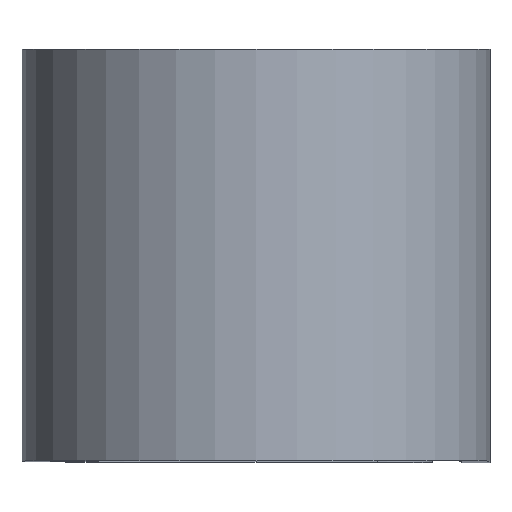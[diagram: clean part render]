
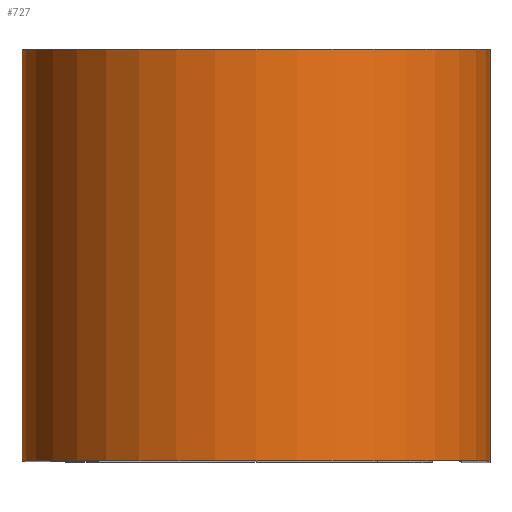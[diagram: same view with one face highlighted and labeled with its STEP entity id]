
A CAD part, top view. The second image highlights one B-rep face of the part: STEP entity #727.
In plain terms, the highlighted cylindrical face has radius 12.636 mm (diameter 25.273 mm), a partial arc.
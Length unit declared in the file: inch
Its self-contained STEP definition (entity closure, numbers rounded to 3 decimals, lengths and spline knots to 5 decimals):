
#92 = FACE_OUTER_BOUND ( 'NONE', #201, .T. ) ;
#103 = ORIENTED_EDGE ( 'NONE', *, *, #597, .T. ) ;
#146 = ORIENTED_EDGE ( 'NONE', *, *, #458, .F. ) ;
#157 = VERTEX_POINT ( 'NONE', #271 ) ;
#183 = DIRECTION ( 'NONE',  ( 0., -1., 0. ) ) ;
#186 = VERTEX_POINT ( 'NONE', #492 ) ;
#201 = EDGE_LOOP ( 'NONE', ( #103, #146, #867, #736 ) ) ;
#222 = VECTOR ( 'NONE', #786, 39.37008 ) ;
#271 = CARTESIAN_POINT ( 'NONE',  ( -0.4975, 0.4375, 0.875 ) ) ;
#279 = AXIS2_PLACEMENT_3D ( 'NONE', #690, #333, #737 ) ;
#290 = DIRECTION ( 'NONE',  ( 0., -1., 0. ) ) ;
#309 = VERTEX_POINT ( 'NONE', #719 ) ;
#333 = DIRECTION ( 'NONE',  ( 0., 1., 0. ) ) ;
#338 = VERTEX_POINT ( 'NONE', #721 ) ;
#401 = CARTESIAN_POINT ( 'NONE',  ( 0.4975, 0.4375, 0.875 ) ) ;
#410 = VECTOR ( 'NONE', #290, 39.37008 ) ;
#421 = AXIS2_PLACEMENT_3D ( 'NONE', #645, #183, #527 ) ;
#455 = CYLINDRICAL_SURFACE ( 'NONE', #421, 0.4975 ) ;
#458 = EDGE_CURVE ( 'NONE', #309, #338, #485, .T. ) ;
#462 = CARTESIAN_POINT ( 'NONE',  ( 0., -0.4375, 0.875 ) ) ;
#485 = LINE ( 'NONE', #401, #222 ) ;
#492 = CARTESIAN_POINT ( 'NONE',  ( -0.4975, -0.4375, 0.875 ) ) ;
#502 = EDGE_CURVE ( 'NONE', #157, #309, #577, .T. ) ;
#518 = DIRECTION ( 'NONE',  ( 1., 0., 0. ) ) ;
#527 = DIRECTION ( 'NONE',  ( 0., 0., -1. ) ) ;
#559 = CIRCLE ( 'NONE', #653, 0.4975 ) ;
#577 = CIRCLE ( 'NONE', #279, 0.4975 ) ;
#597 = EDGE_CURVE ( 'NONE', #186, #338, #559, .T. ) ;
#645 = CARTESIAN_POINT ( 'NONE',  ( 0., 0.4375, 0.875 ) ) ;
#653 = AXIS2_PLACEMENT_3D ( 'NONE', #462, #853, #518 ) ;
#658 = CARTESIAN_POINT ( 'NONE',  ( -0.4975, 0.4375, 0.875 ) ) ;
#690 = CARTESIAN_POINT ( 'NONE',  ( 0., 0.4375, 0.875 ) ) ;
#692 = LINE ( 'NONE', #658, #410 ) ;
#719 = CARTESIAN_POINT ( 'NONE',  ( 0.4975, 0.4375, 0.875 ) ) ;
#721 = CARTESIAN_POINT ( 'NONE',  ( 0.4975, -0.4375, 0.875 ) ) ;
#727 = ADVANCED_FACE ( 'NONE', ( #92 ), #455, .T. ) ;
#736 = ORIENTED_EDGE ( 'NONE', *, *, #836, .T. ) ;
#737 = DIRECTION ( 'NONE',  ( 1., 0., 0. ) ) ;
#786 = DIRECTION ( 'NONE',  ( 0., -1., 0. ) ) ;
#836 = EDGE_CURVE ( 'NONE', #157, #186, #692, .T. ) ;
#853 = DIRECTION ( 'NONE',  ( 0., 1., 0. ) ) ;
#867 = ORIENTED_EDGE ( 'NONE', *, *, #502, .F. ) ;
